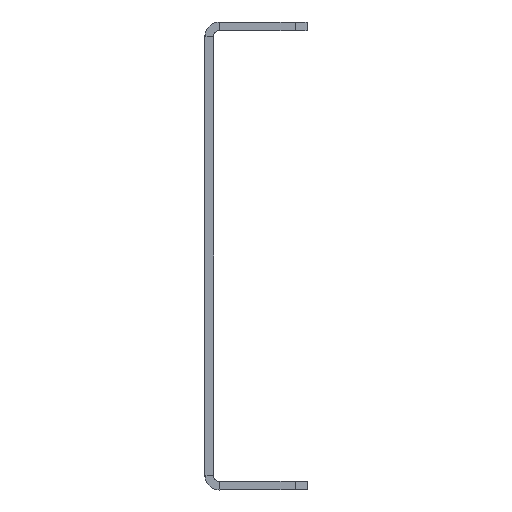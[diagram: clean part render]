
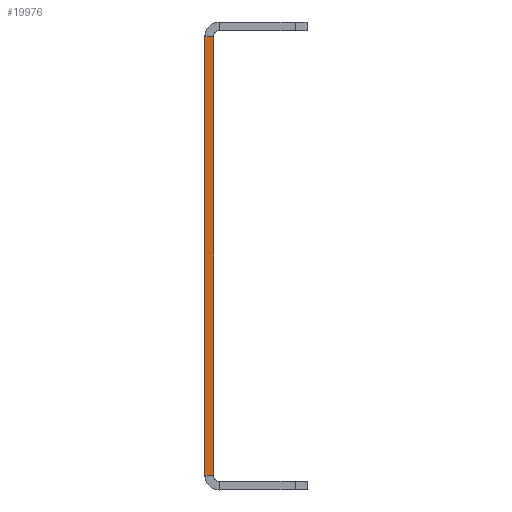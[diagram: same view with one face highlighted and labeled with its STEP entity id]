
A CAD part, left-side view. The second image highlights one B-rep face of the part: STEP entity #19976.
In plain terms, the highlighted planar face has unit normal (-1, 0, 0).
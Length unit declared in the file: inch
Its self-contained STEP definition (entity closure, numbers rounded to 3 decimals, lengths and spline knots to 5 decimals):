
#1885=PLANE('',#21630);
#2429=FACE_OUTER_BOUND('',#3527,.T.);
#3527=EDGE_LOOP('',(#16041,#16042,#16043,#16044));
#4624=LINE('',#30347,#6484);
#4636=LINE('',#30370,#6496);
#4955=LINE('',#31792,#6815);
#5264=LINE('',#33007,#7124);
#6484=VECTOR('',#23816,0.046);
#6496=VECTOR('',#23832,2.344);
#6815=VECTOR('',#24753,2.344);
#7124=VECTOR('',#25664,0.046);
#9632=VERTEX_POINT('',#29906);
#9643=VERTEX_POINT('',#30225);
#9661=VERTEX_POINT('',#30369);
#10271=VERTEX_POINT('',#31790);
#11613=EDGE_CURVE('',#9632,#9643,#4624,.T.);
#11625=EDGE_CURVE('',#9661,#9632,#4636,.T.);
#12244=EDGE_CURVE('',#10271,#9643,#4955,.T.);
#12853=EDGE_CURVE('',#9661,#10271,#5264,.T.);
#16041=ORIENTED_EDGE('',*,*,#11613,.T.);
#16042=ORIENTED_EDGE('',*,*,#12244,.F.);
#16043=ORIENTED_EDGE('',*,*,#12853,.F.);
#16044=ORIENTED_EDGE('',*,*,#11625,.T.);
#19976=ADVANCED_FACE('',(#2429),#1885,.F.);
#21630=AXIS2_PLACEMENT_3D('',#33006,#25662,#25663);
#23816=DIRECTION('',(0.,1.,0.));
#23832=DIRECTION('',(0.,0.,1.));
#24753=DIRECTION('',(0.,0.,1.));
#25662=DIRECTION('center_axis',(1.,0.,0.));
#25663=DIRECTION('ref_axis',(0.,0.,-1.));
#25664=DIRECTION('',(0.,1.,0.));
#29906=CARTESIAN_POINT('',(-1.04194,0.,1.80781));
#30225=CARTESIAN_POINT('',(-1.04194,0.046,1.80781));
#30347=CARTESIAN_POINT('',(-1.04194,0.,1.80781));
#30369=CARTESIAN_POINT('',(-1.04194,0.,-0.53619));
#30370=CARTESIAN_POINT('',(-1.04194,0.,-0.53619));
#31790=CARTESIAN_POINT('',(-1.04194,0.046,-0.53619));
#31792=CARTESIAN_POINT('',(-1.04194,0.046,-0.53619));
#33006=CARTESIAN_POINT('Origin',(-1.04194,0.046,-0.61419));
#33007=CARTESIAN_POINT('',(-1.04194,0.,-0.53619));
